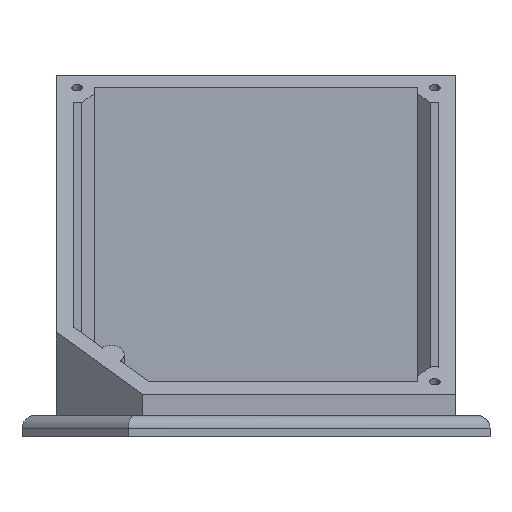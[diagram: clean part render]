
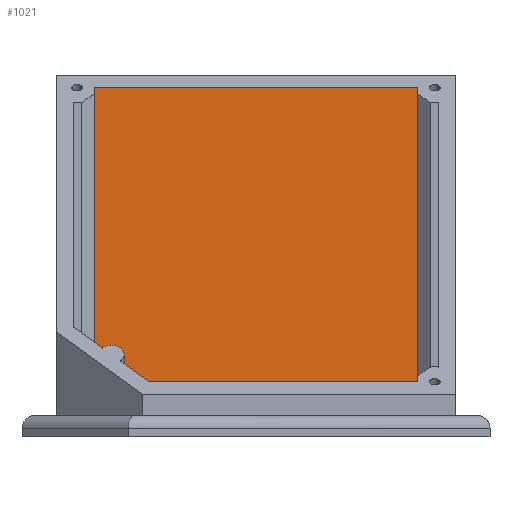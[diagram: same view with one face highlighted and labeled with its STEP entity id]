
A CAD part, front view. The second image highlights one B-rep face of the part: STEP entity #1021.
In plain terms, the highlighted planar face has unit normal (0, -1, 0).
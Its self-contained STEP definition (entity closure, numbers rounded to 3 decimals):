
#121=FACE_OUTER_BOUND('',#184,.T.);
#184=EDGE_LOOP('',(#855,#856,#857,#858));
#227=LINE('',#1480,#336);
#243=LINE('',#1522,#352);
#290=LINE('',#1688,#399);
#291=LINE('',#1689,#400);
#336=VECTOR('',#1174,10.);
#352=VECTOR('',#1208,10.);
#399=VECTOR('',#1371,10.);
#400=VECTOR('',#1372,10.);
#445=VERTEX_POINT('',#1477);
#446=VERTEX_POINT('',#1479);
#463=VERTEX_POINT('',#1521);
#506=VERTEX_POINT('',#1687);
#540=EDGE_CURVE('',#445,#446,#227,.T.);
#561=EDGE_CURVE('',#463,#446,#243,.T.);
#635=EDGE_CURVE('',#445,#506,#290,.T.);
#636=EDGE_CURVE('',#506,#463,#291,.T.);
#855=ORIENTED_EDGE('',*,*,#561,.T.);
#856=ORIENTED_EDGE('',*,*,#540,.F.);
#857=ORIENTED_EDGE('',*,*,#635,.T.);
#858=ORIENTED_EDGE('',*,*,#636,.T.);
#971=PLANE('',#1122);
#1021=ADVANCED_FACE('',(#121),#971,.F.);
#1122=AXIS2_PLACEMENT_3D('',#1686,#1369,#1370);
#1174=DIRECTION('',(-1.,0.,0.));
#1208=DIRECTION('',(0.,0.,-1.));
#1369=DIRECTION('center_axis',(0.,1.,0.));
#1370=DIRECTION('ref_axis',(1.,0.,0.));
#1371=DIRECTION('',(0.,0.,1.));
#1372=DIRECTION('',(-1.,0.,0.));
#1477=CARTESIAN_POINT('',(93.,108.,0.));
#1479=CARTESIAN_POINT('',(17.,108.,0.));
#1480=CARTESIAN_POINT('',(33.5,108.,0.));
#1521=CARTESIAN_POINT('',(17.,108.,82.115));
#1522=CARTESIAN_POINT('',(17.,108.,2.5));
#1686=CARTESIAN_POINT('Origin',(12.,108.,5.));
#1687=CARTESIAN_POINT('',(93.,108.,82.115));
#1688=CARTESIAN_POINT('',(93.,108.,2.5));
#1689=CARTESIAN_POINT('',(57.,108.,82.115));
